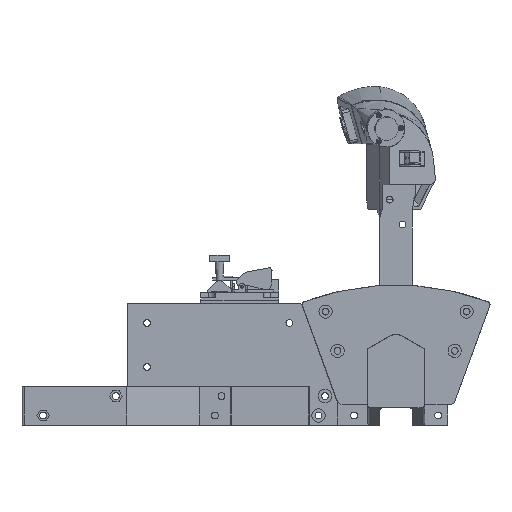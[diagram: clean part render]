
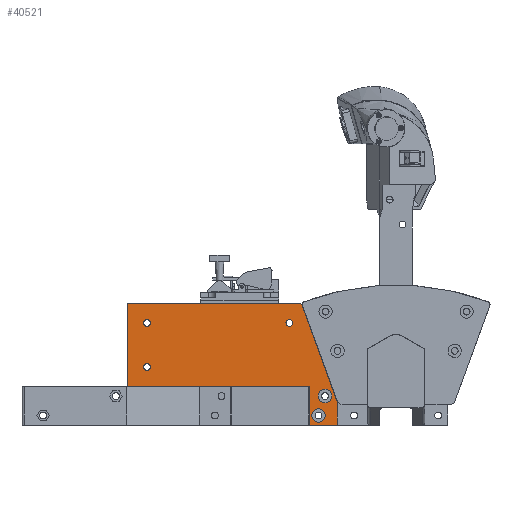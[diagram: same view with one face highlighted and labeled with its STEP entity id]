
A CAD part, left-side view. The second image highlights one B-rep face of the part: STEP entity #40521.
In plain terms, the highlighted planar face has unit normal (-1, 0, 0).
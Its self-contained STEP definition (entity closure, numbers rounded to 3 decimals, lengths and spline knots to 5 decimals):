
#2226=LINE('',#61555,#6354);
#2234=LINE('',#61575,#6362);
#2237=LINE('',#61581,#6365);
#2240=LINE('',#61587,#6368);
#2243=LINE('',#61593,#6371);
#2248=LINE('',#61603,#6376);
#2252=LINE('',#61610,#6380);
#6354=VECTOR('',#49686,1.);
#6362=VECTOR('',#49702,1.);
#6365=VECTOR('',#49707,1.);
#6368=VECTOR('',#49712,1.);
#6371=VECTOR('',#49717,1.);
#6376=VECTOR('',#49724,1.);
#6380=VECTOR('',#49730,1.);
#12732=ORIENTED_EDGE('',*,*,#22550,.F.);
#12733=ORIENTED_EDGE('',*,*,#22557,.T.);
#12734=ORIENTED_EDGE('',*,*,#22560,.T.);
#12735=ORIENTED_EDGE('',*,*,#22563,.T.);
#12736=ORIENTED_EDGE('',*,*,#22566,.F.);
#12737=ORIENTED_EDGE('',*,*,#22569,.F.);
#12738=ORIENTED_EDGE('',*,*,#22574,.T.);
#12739=ORIENTED_EDGE('',*,*,#22578,.F.);
#12740=ORIENTED_EDGE('',*,*,#22588,.F.);
#12741=ORIENTED_EDGE('',*,*,#22586,.F.);
#12742=ORIENTED_EDGE('',*,*,#22584,.F.);
#12743=ORIENTED_EDGE('',*,*,#22583,.F.);
#12744=ORIENTED_EDGE('',*,*,#22581,.F.);
#12745=ORIENTED_EDGE('',*,*,#22590,.F.);
#22550=EDGE_CURVE('',#27801,#27802,#2226,.T.);
#22557=EDGE_CURVE('',#27801,#27807,#31011,.T.);
#22560=EDGE_CURVE('',#27807,#27809,#2234,.T.);
#22563=EDGE_CURVE('',#27809,#27811,#2237,.T.);
#22566=EDGE_CURVE('',#27813,#27811,#2240,.T.);
#22569=EDGE_CURVE('',#27815,#27813,#2243,.T.);
#22574=EDGE_CURVE('',#27815,#27819,#2248,.T.);
#22578=EDGE_CURVE('',#27821,#27819,#2252,.T.);
#22581=EDGE_CURVE('',#27823,#27823,#31014,.T.);
#22583=EDGE_CURVE('',#27825,#27825,#31016,.T.);
#22584=EDGE_CURVE('',#27826,#27826,#31017,.T.);
#22586=EDGE_CURVE('',#27828,#27828,#31019,.T.);
#22588=EDGE_CURVE('',#27802,#27821,#31021,.T.);
#22590=EDGE_CURVE('',#27831,#27831,#31023,.T.);
#27801=VERTEX_POINT('',#61556);
#27802=VERTEX_POINT('',#61557);
#27807=VERTEX_POINT('',#61570);
#27809=VERTEX_POINT('',#61576);
#27811=VERTEX_POINT('',#61582);
#27813=VERTEX_POINT('',#61588);
#27815=VERTEX_POINT('',#61594);
#27819=VERTEX_POINT('',#61604);
#27821=VERTEX_POINT('',#61611);
#27823=VERTEX_POINT('',#61617);
#27825=VERTEX_POINT('',#61622);
#27826=VERTEX_POINT('',#61625);
#27828=VERTEX_POINT('',#61630);
#27831=VERTEX_POINT('',#61639);
#31011=CIRCLE('',#43782,0.002);
#31014=CIRCLE('',#43792,0.00263);
#31016=CIRCLE('',#43795,0.00263);
#31017=CIRCLE('',#43797,0.00525);
#31019=CIRCLE('',#43800,0.00525);
#31021=CIRCLE('',#43803,0.005);
#31023=CIRCLE('',#43806,0.00263);
#32914=EDGE_LOOP('',(#12732,#12733,#12734,#12735,#12736,#12737,#12738,#12739,
#12740));
#32915=EDGE_LOOP('',(#12741));
#32916=EDGE_LOOP('',(#12742));
#32917=EDGE_LOOP('',(#12743));
#32918=EDGE_LOOP('',(#12744));
#32919=EDGE_LOOP('',(#12745));
#36080=FACE_BOUND('',#32914,.T.);
#36081=FACE_BOUND('',#32915,.T.);
#36082=FACE_BOUND('',#32916,.T.);
#36083=FACE_BOUND('',#32917,.T.);
#36084=FACE_BOUND('',#32918,.T.);
#36085=FACE_BOUND('',#32919,.T.);
#38839=PLANE('',#43808);
#40521=ADVANCED_FACE('',(#36080,#36081,#36082,#36083,#36084,#36085),#38839,
 .T.);
#43782=AXIS2_PLACEMENT_3D('',#61569,#49695,#49696);
#43792=AXIS2_PLACEMENT_3D('',#61616,#49736,#49737);
#43795=AXIS2_PLACEMENT_3D('',#61621,#49742,#49743);
#43797=AXIS2_PLACEMENT_3D('',#61624,#49746,#49747);
#43800=AXIS2_PLACEMENT_3D('',#61629,#49752,#49753);
#43803=AXIS2_PLACEMENT_3D('',#61634,#49758,#49759);
#43806=AXIS2_PLACEMENT_3D('',#61638,#49764,#49765);
#43808=AXIS2_PLACEMENT_3D('',#61642,#49769,#49770);
#49686=DIRECTION('',(0.,-0.342,-0.94));
#49695=DIRECTION('',(-1.,0.,0.));
#49696=DIRECTION('',(0.,0.,1.));
#49702=DIRECTION('',(0.,1.,0.));
#49707=DIRECTION('',(0.,0.,-1.));
#49712=DIRECTION('',(0.,1.,0.));
#49717=DIRECTION('',(0.,0.,1.));
#49724=DIRECTION('',(0.,-1.,0.));
#49730=DIRECTION('',(0.,0.,-1.));
#49736=DIRECTION('',(-1.,0.,0.));
#49737=DIRECTION('',(0.,0.,1.));
#49742=DIRECTION('',(-1.,0.,0.));
#49743=DIRECTION('',(0.,0.,1.));
#49746=DIRECTION('',(-1.,0.,0.));
#49747=DIRECTION('',(0.,0.,1.));
#49752=DIRECTION('',(-1.,0.,0.));
#49753=DIRECTION('',(0.,0.,1.));
#49758=DIRECTION('',(1.,0.,0.));
#49759=DIRECTION('',(0.,0.,1.));
#49764=DIRECTION('',(-1.,0.,0.));
#49765=DIRECTION('',(0.,0.,1.));
#49769=DIRECTION('',(-1.,0.,0.));
#49770=DIRECTION('',(0.,-1.,0.));
#61555=CARTESIAN_POINT('',(-0.08626,0.14732,0.0667));
#61556=CARTESIAN_POINT('',(-0.08626,0.16029,0.10235));
#61557=CARTESIAN_POINT('',(-0.08626,0.13328,0.02814));
#61569=CARTESIAN_POINT('',(-0.08626,0.16217,0.10167));
#61570=CARTESIAN_POINT('',(-0.08626,0.16217,0.10367));
#61575=CARTESIAN_POINT('',(-0.08626,0.22856,0.10367));
#61576=CARTESIAN_POINT('',(-0.08626,0.29517,0.10367));
#61581=CARTESIAN_POINT('',(-0.08626,0.29517,0.07167));
#61582=CARTESIAN_POINT('',(-0.08626,0.29517,0.03988));
#61587=CARTESIAN_POINT('',(-0.08626,0.15515,0.03988));
#61588=CARTESIAN_POINT('',(-0.08626,0.15497,0.03988));
#61593=CARTESIAN_POINT('',(-0.08626,0.15497,0.06385));
#61594=CARTESIAN_POINT('',(-0.08626,0.15497,0.00968));
#61603=CARTESIAN_POINT('',(-0.08626,0.14407,0.00968));
#61604=CARTESIAN_POINT('',(-0.08626,0.13298,0.00968));
#61610=CARTESIAN_POINT('',(-0.08626,0.13298,0.01834));
#61611=CARTESIAN_POINT('',(-0.08626,0.13298,0.02643));
#61616=CARTESIAN_POINT('',(-0.08626,0.17017,0.08867));
#61617=CARTESIAN_POINT('',(-0.08626,0.17017,0.09129));
#61621=CARTESIAN_POINT('',(-0.08626,0.28017,0.08867));
#61622=CARTESIAN_POINT('',(-0.08626,0.28017,0.09129));
#61624=CARTESIAN_POINT('',(-0.08626,0.14767,0.01718));
#61625=CARTESIAN_POINT('',(-0.08626,0.14767,0.02243));
#61629=CARTESIAN_POINT('',(-0.08626,0.14267,0.03218));
#61630=CARTESIAN_POINT('',(-0.08626,0.14267,0.03743));
#61634=CARTESIAN_POINT('',(-0.08626,0.13798,0.02643));
#61638=CARTESIAN_POINT('',(-0.08626,0.28017,0.05468));
#61639=CARTESIAN_POINT('',(-0.08626,0.28017,0.0573));
#61642=CARTESIAN_POINT('',(-0.08626,0.15515,0.06385));
